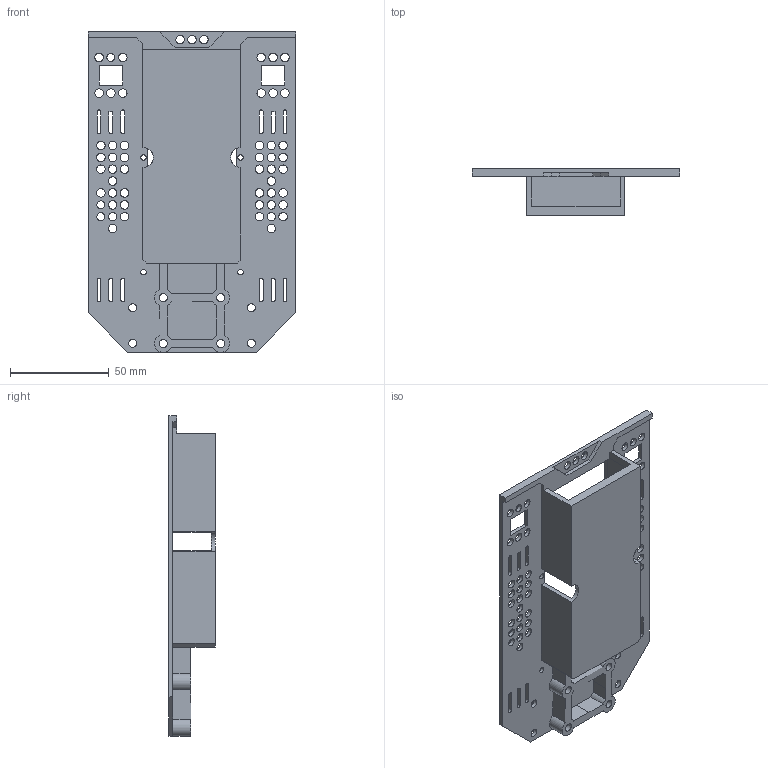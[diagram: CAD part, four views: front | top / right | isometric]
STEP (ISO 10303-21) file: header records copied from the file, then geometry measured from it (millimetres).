
FILE_DESCRIPTION(/* description */ (''),/* implementation_level */ '2;1');
FILE_NAME(/* name */ 'chassis.step',/* time_stamp */ '2017-03-01T21:23:51-05:00',/* author */ (''),/* organization */ (''),/* preprocessor_version */ 'ST-DEVELOPER v16.5',/* originating_system */ 'Autodesk Translation Framework v5.2.0.2920',/* authorisation */ '');
FILE_SCHEMA (('AUTOMOTIVE_DESIGN { 1 0 10303 214 3 1 1 }'));
Length unit declared in the file: millimetre
Products named in the file (1): FusionComponent
Bounding box: 105 x 23.5 x 162 mm (x, y, z)
Volume: 48023.8 mm3; surface area: 48746 mm2
Topology: 1 solids, 1 shells, 208 faces, 642 edges, 433 vertices
Faces by surface type: plane 105, cylinder 103
Full cylindrical faces by diameter (mm): 2.8 x4, 4 x7, 4.1 x4, 4.3 x52
Entity records: 7132 total; most frequent: DIRECTION 1188, CARTESIAN_POINT 1187, ORIENTED_EDGE 1120, EDGE_CURVE 560, EDGE_LOOP 440, AXIS2_PLACEMENT_3D 419, VERTEX_POINT 418, LINE 350
